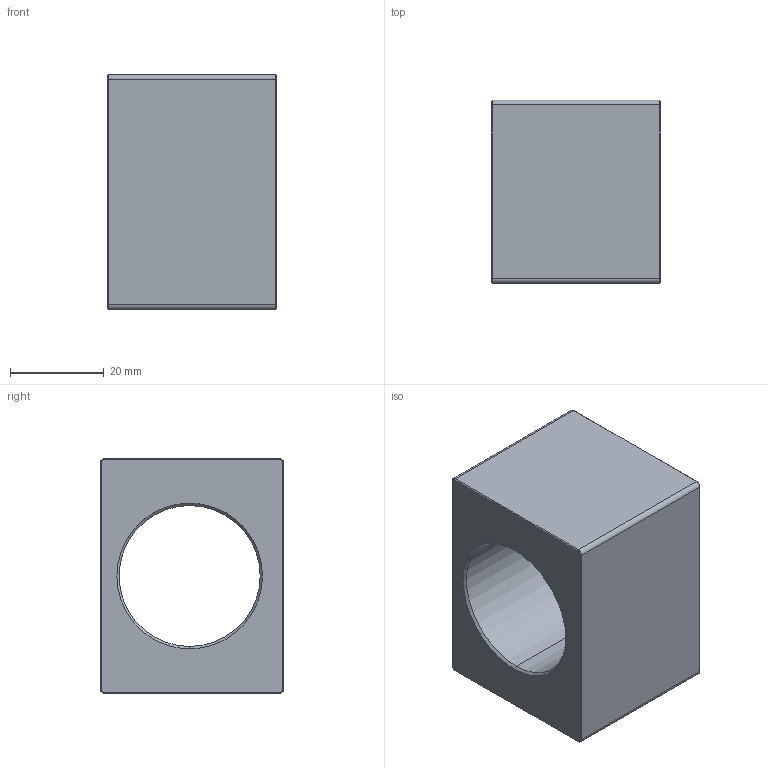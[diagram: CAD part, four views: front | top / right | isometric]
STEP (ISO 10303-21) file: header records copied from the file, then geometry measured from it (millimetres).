
FILE_DESCRIPTION (( 'STEP AP203' ), '1' );
FILE_NAME ('幗紩佪裝蹟譫釱-1204_d22.STEP', '2022-09-13T08:48:14', ( '' ), ( '' ), 'SwSTEP 2.0', 'SolidWorks 2016', '' );
FILE_SCHEMA (( 'CONFIG_CONTROL_DESIGN' ));
Length unit declared in the file: millimetre
Products named in the file (1): 幗紩佪裝蹟譫釱-1204_d22
Bounding box: 36 x 39 x 50 mm (x, y, z)
Volume: 42804.3 mm3; surface area: 13892.5 mm2
Topology: 1 solids, 1 shells, 72 faces, 170 edges, 90 vertices
Faces by surface type: cone 32, cylinder 26, plane 14
Entity records: 1979 total; most frequent: DIRECTION 360, CARTESIAN_POINT 313, ORIENTED_EDGE 300, EDGE_CURVE 150, AXIS2_PLACEMENT_3D 137, VERTEX_POINT 90, VECTOR 86, LINE 86
